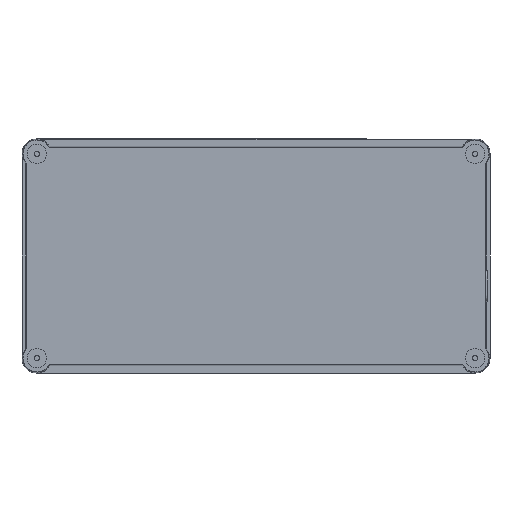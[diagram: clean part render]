
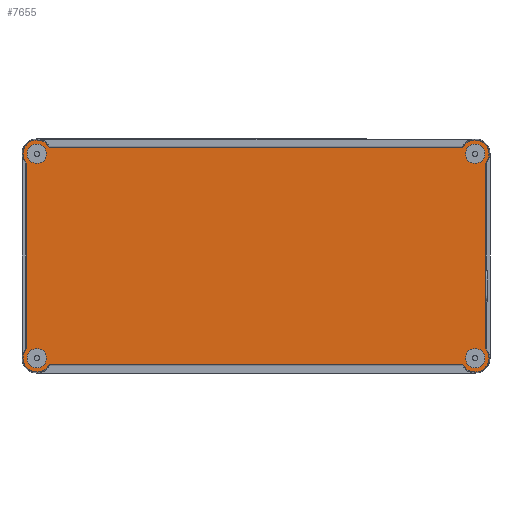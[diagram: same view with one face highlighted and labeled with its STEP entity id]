
A CAD part, front view. The second image highlights one B-rep face of the part: STEP entity #7655.
In plain terms, the highlighted planar face has unit normal (0, -1, 0).
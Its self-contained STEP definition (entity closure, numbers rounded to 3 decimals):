
#1405=CARTESIAN_POINT('',(186.218,-96.8,-75.364));
#1422=CARTESIAN_POINT('',(168.069,-96.8,-88.218));
#1424=CARTESIAN_POINT('',(-178.,-96.8,83.));
#1425=DIRECTION('',(0.,1.,0.));
#1426=DIRECTION('',(-0.733,0.,-0.681));
#1427=AXIS2_PLACEMENT_3D('',#1424,#1425,#1426);
#1429=CARTESIAN_POINT('',(-178.,-96.8,83.));
#1430=DIRECTION('',(0.,1.,0.));
#1431=DIRECTION('',(-1.,0.,0.));
#1432=AXIS2_PLACEMENT_3D('',#1429,#1430,#1431);
#1434=CARTESIAN_POINT('',(-178.,-96.8,83.));
#1435=DIRECTION('',(0.,1.,0.));
#1436=DIRECTION('',(0.733,0.,0.681));
#1437=AXIS2_PLACEMENT_3D('',#1434,#1435,#1436);
#1439=CARTESIAN_POINT('',(178.,-96.8,83.));
#1440=DIRECTION('',(0.,1.,0.));
#1441=DIRECTION('',(-0.885,0.,0.465));
#1442=AXIS2_PLACEMENT_3D('',#1439,#1440,#1441);
#1444=CARTESIAN_POINT('',(178.,-96.8,83.));
#1445=DIRECTION('',(0.,1.,0.));
#1446=DIRECTION('',(1.,0.,0.));
#1447=AXIS2_PLACEMENT_3D('',#1444,#1445,#1446);
#1449=CARTESIAN_POINT('',(178.,-96.8,83.));
#1450=DIRECTION('',(0.,1.,0.));
#1451=DIRECTION('',(0.885,0.,-0.465));
#1452=AXIS2_PLACEMENT_3D('',#1449,#1450,#1451);
#1454=CARTESIAN_POINT('',(178.,-96.8,-83.));
#1455=DIRECTION('',(0.,1.,0.));
#1456=DIRECTION('',(0.733,0.,0.681));
#1457=AXIS2_PLACEMENT_3D('',#1454,#1455,#1456);
#1459=CARTESIAN_POINT('',(178.,-96.8,-83.));
#1460=DIRECTION('',(0.,1.,0.));
#1461=DIRECTION('',(1.,0.,0.));
#1462=AXIS2_PLACEMENT_3D('',#1459,#1460,#1461);
#1464=CARTESIAN_POINT('',(178.,-96.8,-83.));
#1465=DIRECTION('',(0.,1.,0.));
#1466=DIRECTION('',(-0.733,0.,-0.681));
#1467=AXIS2_PLACEMENT_3D('',#1464,#1465,#1466);
#1469=CARTESIAN_POINT('',(-178.,-96.8,-83.));
#1470=DIRECTION('',(0.,1.,0.));
#1471=DIRECTION('',(0.885,0.,-0.465));
#1472=AXIS2_PLACEMENT_3D('',#1469,#1470,#1471);
#1474=CARTESIAN_POINT('',(-178.,-96.8,-83.));
#1475=DIRECTION('',(0.,1.,0.));
#1476=DIRECTION('',(-1.,0.,0.));
#1477=AXIS2_PLACEMENT_3D('',#1474,#1475,#1476);
#1479=CARTESIAN_POINT('',(-178.,-96.8,-83.));
#1480=DIRECTION('',(0.,1.,0.));
#1481=DIRECTION('',(-0.885,0.,0.465));
#1482=AXIS2_PLACEMENT_3D('',#1479,#1480,#1481);
#1484=CARTESIAN_POINT('',(178.,-96.8,83.));
#1485=DIRECTION('',(0.,-1.,0.));
#1486=DIRECTION('',(1.,0.,0.));
#1487=AXIS2_PLACEMENT_3D('',#1484,#1485,#1486);
#1489=CARTESIAN_POINT('',(178.,-96.8,83.));
#1490=DIRECTION('',(0.,-1.,0.));
#1491=DIRECTION('',(-1.,0.,0.));
#1492=AXIS2_PLACEMENT_3D('',#1489,#1490,#1491);
#1494=CARTESIAN_POINT('',(-178.,-96.8,83.));
#1495=DIRECTION('',(0.,-1.,0.));
#1496=DIRECTION('',(1.,0.,0.));
#1497=AXIS2_PLACEMENT_3D('',#1494,#1495,#1496);
#1499=CARTESIAN_POINT('',(-178.,-96.8,83.));
#1500=DIRECTION('',(0.,-1.,0.));
#1501=DIRECTION('',(-1.,0.,0.));
#1502=AXIS2_PLACEMENT_3D('',#1499,#1500,#1501);
#1504=CARTESIAN_POINT('',(-178.,-96.8,-83.));
#1505=DIRECTION('',(0.,-1.,0.));
#1506=DIRECTION('',(1.,0.,0.));
#1507=AXIS2_PLACEMENT_3D('',#1504,#1505,#1506);
#1509=CARTESIAN_POINT('',(-178.,-96.8,-83.));
#1510=DIRECTION('',(0.,-1.,0.));
#1511=DIRECTION('',(-1.,0.,0.));
#1512=AXIS2_PLACEMENT_3D('',#1509,#1510,#1511);
#1514=CARTESIAN_POINT('',(178.,-96.8,-83.));
#1515=DIRECTION('',(0.,-1.,0.));
#1516=DIRECTION('',(1.,0.,0.));
#1517=AXIS2_PLACEMENT_3D('',#1514,#1515,#1516);
#1519=CARTESIAN_POINT('',(178.,-96.8,-83.));
#1520=DIRECTION('',(0.,-1.,0.));
#1521=DIRECTION('',(-1.,0.,0.));
#1522=AXIS2_PLACEMENT_3D('',#1519,#1520,#1521);
#1538=DIRECTION('',(0.,0.,-1.));
#1539=VECTOR('',#1538,150.728);
#1540=CARTESIAN_POINT('',(-186.218,-96.8,75.364));
#1541=LINE('',#1540,#1539);
#1556=DIRECTION('',(1.,0.,0.));
#1557=VECTOR('',#1556,336.139);
#1558=CARTESIAN_POINT('',(-168.069,-96.8,-88.218));
#1559=LINE('',#1558,#1557);
#1642=DIRECTION('',(0.,0.,1.));
#1643=VECTOR('',#1642,150.728);
#1644=CARTESIAN_POINT('',(186.218,-96.8,-75.364));
#1645=LINE('',#1644,#1643);
#1681=DIRECTION('',(-1.,0.,0.));
#1682=VECTOR('',#1681,336.139);
#1683=CARTESIAN_POINT('',(168.069,-96.8,88.218));
#1684=LINE('',#1683,#1682);
#4693=VERTEX_POINT('',#1405);
#4696=VERTEX_POINT('',#1422);
#4697=CARTESIAN_POINT('',(-186.218,-96.8,75.364));
#4698=CARTESIAN_POINT('',(-189.218,-96.8,83.));
#4699=VERTEX_POINT('',#4697);
#4700=VERTEX_POINT('',#4698);
#4701=CARTESIAN_POINT('',(-169.782,-96.8,90.636));
#4702=VERTEX_POINT('',#4701);
#4703=CARTESIAN_POINT('',(-168.069,-96.8,88.218));
#4704=VERTEX_POINT('',#4703);
#4705=CARTESIAN_POINT('',(168.069,-96.8,88.218));
#4706=CARTESIAN_POINT('',(189.218,-96.8,83.));
#4707=VERTEX_POINT('',#4705);
#4708=VERTEX_POINT('',#4706);
#4709=CARTESIAN_POINT('',(187.931,-96.8,77.782));
#4710=VERTEX_POINT('',#4709);
#4711=CARTESIAN_POINT('',(186.218,-96.8,75.364));
#4712=VERTEX_POINT('',#4711);
#4713=CARTESIAN_POINT('',(189.218,-96.8,-83.));
#4714=VERTEX_POINT('',#4713);
#4715=CARTESIAN_POINT('',(169.782,-96.8,-90.636));
#4716=VERTEX_POINT('',#4715);
#4717=CARTESIAN_POINT('',(-168.069,-96.8,-88.218));
#4718=CARTESIAN_POINT('',(-189.218,-96.8,-83.));
#4719=VERTEX_POINT('',#4717);
#4720=VERTEX_POINT('',#4718);
#4721=CARTESIAN_POINT('',(-187.931,-96.8,-77.782));
#4722=VERTEX_POINT('',#4721);
#4723=CARTESIAN_POINT('',(-186.218,-96.8,-75.364));
#4724=VERTEX_POINT('',#4723);
#4725=CARTESIAN_POINT('',(185.9,-96.8,83.));
#4726=CARTESIAN_POINT('',(170.1,-96.8,83.));
#4727=VERTEX_POINT('',#4725);
#4728=VERTEX_POINT('',#4726);
#4729=CARTESIAN_POINT('',(-170.1,-96.8,83.));
#4730=CARTESIAN_POINT('',(-185.9,-96.8,83.));
#4731=VERTEX_POINT('',#4729);
#4732=VERTEX_POINT('',#4730);
#4733=CARTESIAN_POINT('',(-170.1,-96.8,-83.));
#4734=CARTESIAN_POINT('',(-185.9,-96.8,-83.));
#4735=VERTEX_POINT('',#4733);
#4736=VERTEX_POINT('',#4734);
#4737=CARTESIAN_POINT('',(185.9,-96.8,-83.));
#4738=CARTESIAN_POINT('',(170.1,-96.8,-83.));
#4739=VERTEX_POINT('',#4737);
#4740=VERTEX_POINT('',#4738);
#7595=CARTESIAN_POINT('',(0.,-96.8,0.));
#7596=DIRECTION('',(0.,1.,0.));
#7597=DIRECTION('',(1.,0.,0.));
#7598=AXIS2_PLACEMENT_3D('',#7595,#7596,#7597);
#7599=PLANE('',#7598);
#7601=ORIENTED_EDGE('',*,*,#7600,.T.);
#7603=ORIENTED_EDGE('',*,*,#7602,.T.);
#7605=ORIENTED_EDGE('',*,*,#7604,.T.);
#7607=ORIENTED_EDGE('',*,*,#7606,.F.);
#7609=ORIENTED_EDGE('',*,*,#7608,.T.);
#7611=ORIENTED_EDGE('',*,*,#7610,.T.);
#7613=ORIENTED_EDGE('',*,*,#7612,.T.);
#7615=ORIENTED_EDGE('',*,*,#7614,.F.);
#7616=ORIENTED_EDGE('',*,*,#7581,.T.);
#7617=ORIENTED_EDGE('',*,*,#7579,.T.);
#7618=ORIENTED_EDGE('',*,*,#7577,.T.);
#7620=ORIENTED_EDGE('',*,*,#7619,.F.);
#7622=ORIENTED_EDGE('',*,*,#7621,.T.);
#7624=ORIENTED_EDGE('',*,*,#7623,.T.);
#7626=ORIENTED_EDGE('',*,*,#7625,.T.);
#7628=ORIENTED_EDGE('',*,*,#7627,.F.);
#7629=EDGE_LOOP('',(#7601,#7603,#7605,#7607,#7609,#7611,#7613,#7615,#7616,#7617,
#7618,#7620,#7622,#7624,#7626,#7628));
#7630=FACE_OUTER_BOUND('',#7629,.F.);
#7632=ORIENTED_EDGE('',*,*,#7631,.T.);
#7634=ORIENTED_EDGE('',*,*,#7633,.T.);
#7635=EDGE_LOOP('',(#7632,#7634));
#7636=FACE_BOUND('',#7635,.F.);
#7638=ORIENTED_EDGE('',*,*,#7637,.T.);
#7640=ORIENTED_EDGE('',*,*,#7639,.T.);
#7641=EDGE_LOOP('',(#7638,#7640));
#7642=FACE_BOUND('',#7641,.F.);
#7644=ORIENTED_EDGE('',*,*,#7643,.T.);
#7646=ORIENTED_EDGE('',*,*,#7645,.T.);
#7647=EDGE_LOOP('',(#7644,#7646));
#7648=FACE_BOUND('',#7647,.F.);
#7650=ORIENTED_EDGE('',*,*,#7649,.T.);
#7652=ORIENTED_EDGE('',*,*,#7651,.T.);
#7653=EDGE_LOOP('',(#7650,#7652));
#7654=FACE_BOUND('',#7653,.F.);
#7655=ADVANCED_FACE('',(#7630,#7636,#7642,#7648,#7654),#7599,.F.);
#1428=CIRCLE('',#1427,11.218);
#1433=CIRCLE('',#1432,11.218);
#1438=CIRCLE('',#1437,11.218);
#1443=CIRCLE('',#1442,11.218);
#1448=CIRCLE('',#1447,11.218);
#1453=CIRCLE('',#1452,11.218);
#1458=CIRCLE('',#1457,11.218);
#1463=CIRCLE('',#1462,11.218);
#1468=CIRCLE('',#1467,11.218);
#1473=CIRCLE('',#1472,11.218);
#1478=CIRCLE('',#1477,11.218);
#1483=CIRCLE('',#1482,11.218);
#1488=CIRCLE('',#1487,7.9);
#1493=CIRCLE('',#1492,7.9);
#1498=CIRCLE('',#1497,7.9);
#1503=CIRCLE('',#1502,7.9);
#1508=CIRCLE('',#1507,7.9);
#1513=CIRCLE('',#1512,7.9);
#1518=CIRCLE('',#1517,7.9);
#1523=CIRCLE('',#1522,7.9);
#7577=EDGE_CURVE('',#4716,#4696,#1468,.T.);
#7579=EDGE_CURVE('',#4714,#4716,#1463,.T.);
#7581=EDGE_CURVE('',#4693,#4714,#1458,.T.);
#7600=EDGE_CURVE('',#4699,#4700,#1428,.T.);
#7602=EDGE_CURVE('',#4700,#4702,#1433,.T.);
#7604=EDGE_CURVE('',#4702,#4704,#1438,.T.);
#7606=EDGE_CURVE('',#4707,#4704,#1684,.T.);
#7608=EDGE_CURVE('',#4707,#4708,#1443,.T.);
#7610=EDGE_CURVE('',#4708,#4710,#1448,.T.);
#7612=EDGE_CURVE('',#4710,#4712,#1453,.T.);
#7614=EDGE_CURVE('',#4693,#4712,#1645,.T.);
#7619=EDGE_CURVE('',#4719,#4696,#1559,.T.);
#7621=EDGE_CURVE('',#4719,#4720,#1473,.T.);
#7623=EDGE_CURVE('',#4720,#4722,#1478,.T.);
#7625=EDGE_CURVE('',#4722,#4724,#1483,.T.);
#7627=EDGE_CURVE('',#4699,#4724,#1541,.T.);
#7631=EDGE_CURVE('',#4727,#4728,#1488,.T.);
#7633=EDGE_CURVE('',#4728,#4727,#1493,.T.);
#7637=EDGE_CURVE('',#4731,#4732,#1498,.T.);
#7639=EDGE_CURVE('',#4732,#4731,#1503,.T.);
#7643=EDGE_CURVE('',#4735,#4736,#1508,.T.);
#7645=EDGE_CURVE('',#4736,#4735,#1513,.T.);
#7649=EDGE_CURVE('',#4739,#4740,#1518,.T.);
#7651=EDGE_CURVE('',#4740,#4739,#1523,.T.);
